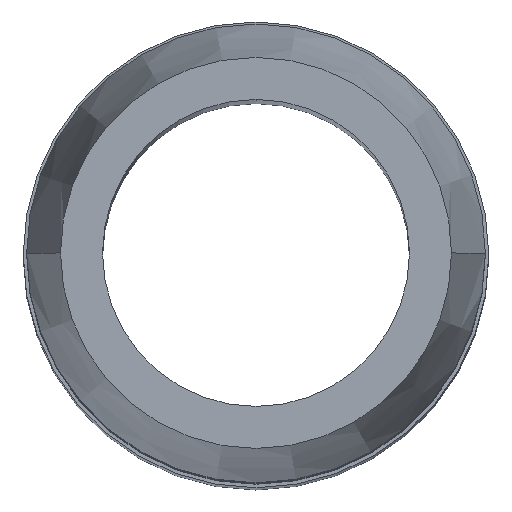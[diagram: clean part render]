
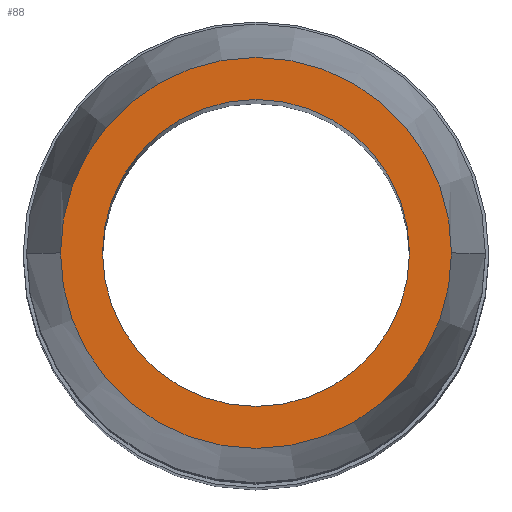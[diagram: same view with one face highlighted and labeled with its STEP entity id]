
A CAD part, top view. The second image highlights one B-rep face of the part: STEP entity #88.
In plain terms, the highlighted planar face has unit normal (0, 0, 1).
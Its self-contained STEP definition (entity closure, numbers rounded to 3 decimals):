
#87 = VERTEX_POINT ( 'NONE', #248 ) ;
#88 = ADVANCED_FACE ( 'NONE', ( #247, #246 ), #243, .F. ) ;
#89 = EDGE_LOOP ( 'NONE', ( #90, #92 ) ) ;
#90 = ORIENTED_EDGE ( 'NONE', *, *, #91, .T. ) ;
#91 = EDGE_CURVE ( 'NONE', #87, #99, #193, .T. ) ;
#92 = ORIENTED_EDGE ( 'NONE', *, *, #98, .T. ) ;
#93 = EDGE_LOOP ( 'NONE', ( #94, #96 ) ) ;
#94 = ORIENTED_EDGE ( 'NONE', *, *, #95, .T. ) ;
#95 = EDGE_CURVE ( 'NONE', #144, #143, #189, .T. ) ;
#96 = ORIENTED_EDGE ( 'NONE', *, *, #142, .T. ) ;
#98 = EDGE_CURVE ( 'NONE', #99, #87, #184, .T. ) ;
#99 = VERTEX_POINT ( 'NONE', #177 ) ;
#142 = EDGE_CURVE ( 'NONE', #143, #144, #472, .T. ) ;
#143 = VERTEX_POINT ( 'NONE', #463 ) ;
#144 = VERTEX_POINT ( 'NONE', #462 ) ;
#177 = CARTESIAN_POINT ( 'NONE',  ( 0., -4.45, 0. ) ) ;
#178 = DIRECTION ( 'NONE',  ( 0., 1., 0. ) ) ;
#179 = DIRECTION ( 'NONE',  ( 0., 0., -1. ) ) ;
#180 = AXIS2_PLACEMENT_3D ( 'NONE', #183, #179, #178 ) ;
#183 = CARTESIAN_POINT ( 'NONE',  ( 0., 0., 0. ) ) ;
#184 = CIRCLE ( 'NONE', #180, 4.45 ) ;
#185 = DIRECTION ( 'NONE',  ( 1., 0., 0. ) ) ;
#186 = DIRECTION ( 'NONE',  ( 0., 0., 1. ) ) ;
#187 = CARTESIAN_POINT ( 'NONE',  ( 0., 0., 0. ) ) ;
#188 = AXIS2_PLACEMENT_3D ( 'NONE', #187, #186, #185 ) ;
#189 = CIRCLE ( 'NONE', #188, 5.668 ) ;
#190 = DIRECTION ( 'NONE',  ( 0., 1., 0. ) ) ;
#191 = DIRECTION ( 'NONE',  ( 0., 0., -1. ) ) ;
#192 = AXIS2_PLACEMENT_3D ( 'NONE', #244, #191, #190 ) ;
#193 = CIRCLE ( 'NONE', #192, 4.45 ) ;
#194 = DIRECTION ( 'NONE',  ( -1., 0., 0. ) ) ;
#195 = DIRECTION ( 'NONE',  ( 0., 0., -1. ) ) ;
#242 = CARTESIAN_POINT ( 'NONE',  ( 0., 6.75, 0. ) ) ;
#243 = PLANE ( 'NONE',  #245 ) ;
#244 = CARTESIAN_POINT ( 'NONE',  ( 0., 0., 0. ) ) ;
#245 = AXIS2_PLACEMENT_3D ( 'NONE', #242, #195, #194 ) ;
#246 = FACE_OUTER_BOUND ( 'NONE', #93, .T. ) ;
#247 = FACE_BOUND ( 'NONE', #89, .T. ) ;
#248 = CARTESIAN_POINT ( 'NONE',  ( 0., 4.45, 0. ) ) ;
#462 = CARTESIAN_POINT ( 'NONE',  ( -5.668, 0., 0. ) ) ;
#463 = CARTESIAN_POINT ( 'NONE',  ( 5.668, 0., 0. ) ) ;
#464 = DIRECTION ( 'NONE',  ( 1., 0., 0. ) ) ;
#465 = DIRECTION ( 'NONE',  ( 0., 0., 1. ) ) ;
#466 = CARTESIAN_POINT ( 'NONE',  ( 0., 0., 0. ) ) ;
#467 = AXIS2_PLACEMENT_3D ( 'NONE', #466, #465, #464 ) ;
#472 = CIRCLE ( 'NONE', #467, 5.668 ) ;
